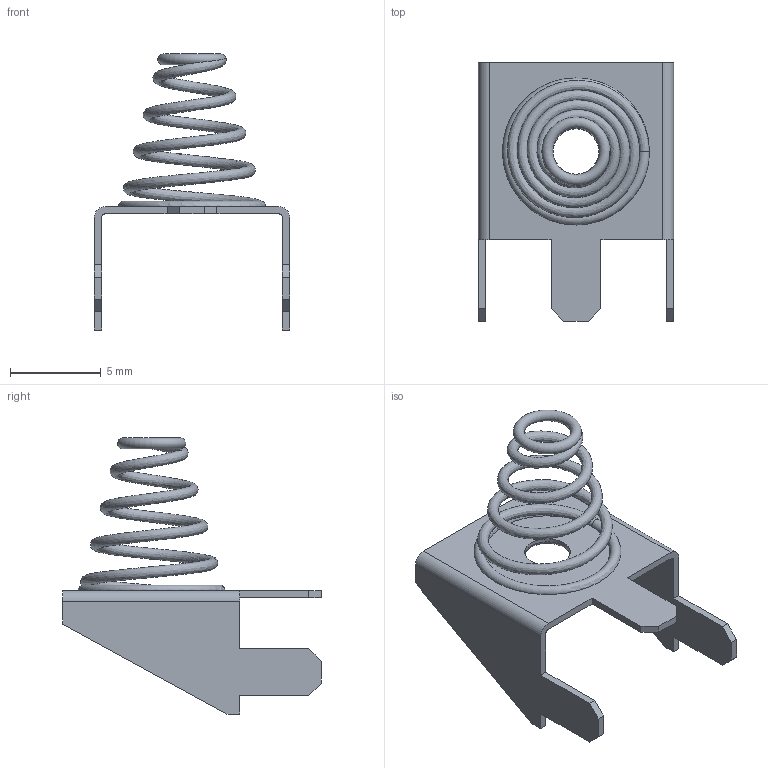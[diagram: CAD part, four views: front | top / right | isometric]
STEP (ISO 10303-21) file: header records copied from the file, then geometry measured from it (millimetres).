
FILE_DESCRIPTION(/* description */ ('','CAx-IF Rec.Pracs.---Representation and Presentation of Product Manufacturing Information (PMI)---4.0---2014-10-13'),/* implementation_level */ '2;1');
FILE_NAME(/* name */ 'COMF_309B.step',/* time_stamp */ '2024-12-29T19:10:18+01:00',/* author */ (''),/* organization */ (''),/* preprocessor_version */ 'ST-DEVELOPER v20',/* originating_system */ 'Autodesk Translation Framework v13.20.0.188',/* authorisation */ '');
FILE_SCHEMA (('AP242_MANAGED_MODEL_BASED_3D_ENGINEERING_MIM_LF { 1 0 10303 442 1 1 4 }'));
Length unit declared in the file: millimetre
Products named in the file (1): COMF_309B
Bounding box: 10.75 x 14.25 x 15.2 mm (x, y, z)
Volume: 108.3 mm3; surface area: 599.5 mm2
Topology: 1 solids, 1 shells, 40 faces, 114 edges, 76 vertices
Faces by surface type: plane 31, cylinder 5, torus 3, bspline 1
Full cylindrical faces by diameter (mm): 2.5 x1
Entity records: 1834 total; most frequent: CARTESIAN_POINT 739, ORIENTED_EDGE 228, DIRECTION 209, EDGE_CURVE 114, LINE 89, VECTOR 89, VERTEX_POINT 76, AXIS2_PLACEMENT_3D 60
